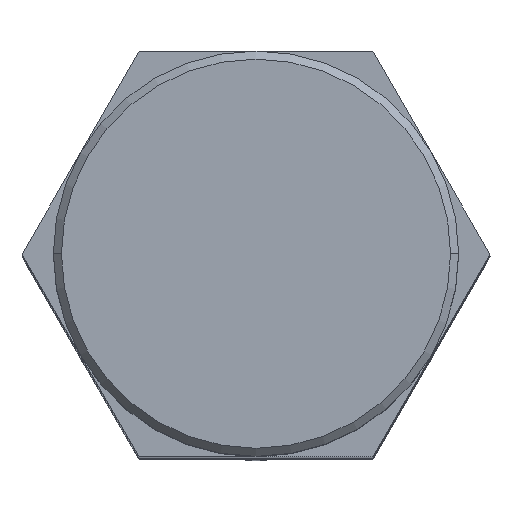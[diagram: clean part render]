
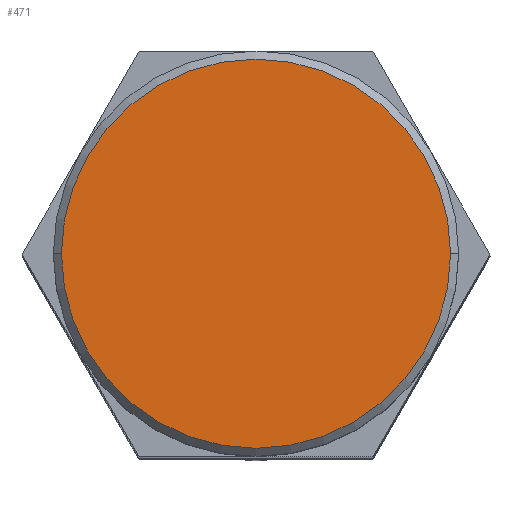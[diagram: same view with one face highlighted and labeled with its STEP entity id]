
A CAD part, top view. The second image highlights one B-rep face of the part: STEP entity #471.
In plain terms, the highlighted planar face has unit normal (0, 0, 1).
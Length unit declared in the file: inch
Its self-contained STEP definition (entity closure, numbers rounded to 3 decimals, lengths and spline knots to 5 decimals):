
#142 = FACE_OUTER_BOUND ( 'NONE', #1255, .T. ) ;
#258 = CARTESIAN_POINT ( 'NONE',  ( 0., 0., 3.2095 ) ) ;
#352 = ORIENTED_EDGE ( 'NONE', *, *, #1496, .T. ) ;
#394 = VERTEX_POINT ( 'NONE', #1167 ) ;
#471 = ADVANCED_FACE ( 'NONE', ( #142 ), #616, .T. ) ;
#514 = AXIS2_PLACEMENT_3D ( 'NONE', #1387, #626, #1540 ) ;
#616 = PLANE ( 'NONE',  #514 ) ;
#626 = DIRECTION ( 'NONE',  ( 0., 0., 1. ) ) ;
#720 = CARTESIAN_POINT ( 'NONE',  ( 0., 0., 3.2095 ) ) ;
#783 = DIRECTION ( 'NONE',  ( 1., 0., 0. ) ) ;
#954 = CIRCLE ( 'NONE', #1820, 0.24 ) ;
#1167 = CARTESIAN_POINT ( 'NONE',  ( 0.24, 0., 3.2095 ) ) ;
#1255 = EDGE_LOOP ( 'NONE', ( #1470, #352 ) ) ;
#1349 = VERTEX_POINT ( 'NONE', #1767 ) ;
#1387 = CARTESIAN_POINT ( 'NONE',  ( 0., 0., 3.2095 ) ) ;
#1470 = ORIENTED_EDGE ( 'NONE', *, *, #1659, .T. ) ;
#1478 = CIRCLE ( 'NONE', #1890, 0.24 ) ;
#1496 = EDGE_CURVE ( 'NONE', #394, #1349, #1478, .T. ) ;
#1540 = DIRECTION ( 'NONE',  ( 1., 0., 0. ) ) ;
#1602 = DIRECTION ( 'NONE',  ( 0., 0., 1. ) ) ;
#1639 = DIRECTION ( 'NONE',  ( 0., 0., 1. ) ) ;
#1659 = EDGE_CURVE ( 'NONE', #1349, #394, #954, .T. ) ;
#1767 = CARTESIAN_POINT ( 'NONE',  ( -0.24, 0., 3.2095 ) ) ;
#1820 = AXIS2_PLACEMENT_3D ( 'NONE', #720, #1602, #1925 ) ;
#1890 = AXIS2_PLACEMENT_3D ( 'NONE', #258, #1639, #783 ) ;
#1925 = DIRECTION ( 'NONE',  ( 1., 0., 0. ) ) ;
